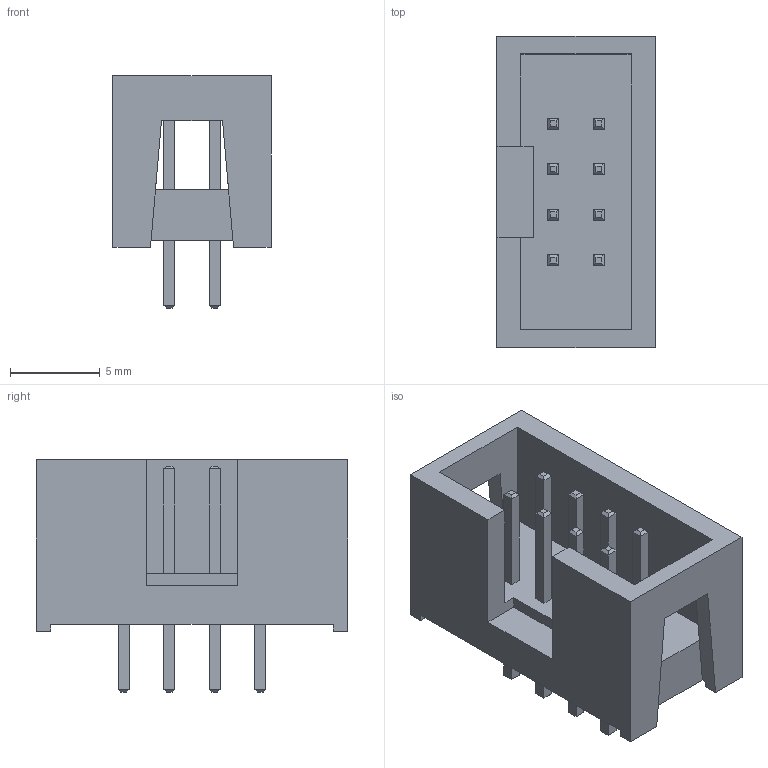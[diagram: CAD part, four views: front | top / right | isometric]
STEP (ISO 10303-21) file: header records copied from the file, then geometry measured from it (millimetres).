
FILE_DESCRIPTION(('FreeCAD Model'),'2;1');
FILE_NAME('PinHeader_2x04_P2.54mm_Vertical_Shrouded.step','2020-10-30T10:18:27',( 'kicad StepUp'),('ksu MCAD'),'Open CASCADE STEP processor 7.3', 'FreeCAD','Unknown');
FILE_SCHEMA(('AUTOMOTIVE_DESIGN { 1 0 10303 214 1 1 1 1 }'));
Length unit declared in the file: millimetre
Products named in the file (1): PinHeader_2x04_P2.54mm_Vertical_Shrouded
Bounding box: 8.82 x 17.37 x 12.97 mm (x, y, z)
Volume: 736.3 mm3; surface area: 1181.8 mm2
Topology: 1 solids, 1 shells, 176 faces, 422 edges, 260 vertices
Faces by surface type: plane 176
Entity records: 11653 total; most frequent: CARTESIAN_POINT 1703, DIRECTION 1620, LINE 1266, VECTOR 1266, ORIENTED_EDGE 844, PCURVE 844, DEFINITIONAL_REPRESENTATION 844, EDGE_CURVE 422
